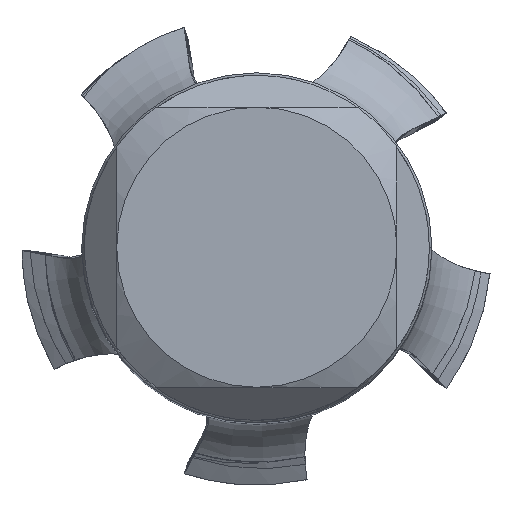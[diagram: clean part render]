
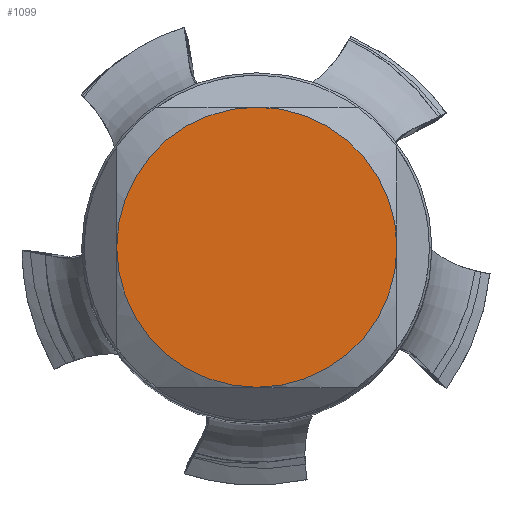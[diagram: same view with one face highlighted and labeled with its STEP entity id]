
A CAD part, top view. The second image highlights one B-rep face of the part: STEP entity #1099.
In plain terms, the highlighted planar face has unit normal (0, 0, 1).
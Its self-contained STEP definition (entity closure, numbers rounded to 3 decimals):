
#1099=ADVANCED_FACE('',(#1617),#1520,.F.);
#1520=PLANE('',#8393);
#1617=FACE_OUTER_BOUND('',#2074,.T.);
#2074=EDGE_LOOP('',(#2939,#2940,#2941,#2942));
#2939=ORIENTED_EDGE('',*,*,#6453,.T.);
#2940=ORIENTED_EDGE('',*,*,#6454,.T.);
#2941=ORIENTED_EDGE('',*,*,#6455,.T.);
#2942=ORIENTED_EDGE('',*,*,#6451,.T.);
#5481=VERTEX_POINT('',#10538);
#5486=VERTEX_POINT('',#10568);
#5492=VERTEX_POINT('',#10603);
#5497=VERTEX_POINT('',#10631);
#6451=EDGE_CURVE('',#5481,#5497,#7693,.T.);
#6453=EDGE_CURVE('',#5497,#5492,#7695,.T.);
#6454=EDGE_CURVE('',#5492,#5486,#7696,.T.);
#6455=EDGE_CURVE('',#5486,#5481,#7697,.T.);
#7693=CIRCLE('',#8387,8.);
#7695=CIRCLE('',#8390,8.);
#7696=CIRCLE('',#8391,8.);
#7697=CIRCLE('',#8392,8.);
#8387=AXIS2_PLACEMENT_3D('',#10679,#8649,#8650);
#8390=AXIS2_PLACEMENT_3D('',#10682,#8655,#8656);
#8391=AXIS2_PLACEMENT_3D('',#10683,#8657,#8658);
#8392=AXIS2_PLACEMENT_3D('',#10684,#8659,#8660);
#8393=AXIS2_PLACEMENT_3D('',#10685,#8661,#8662);
#8649=DIRECTION('',(0.,0.,1.));
#8650=DIRECTION('',(1.,0.,0.));
#8655=DIRECTION('',(0.,0.,1.));
#8656=DIRECTION('',(1.,0.,0.));
#8657=DIRECTION('',(0.,0.,1.));
#8658=DIRECTION('',(1.,0.,0.));
#8659=DIRECTION('',(0.,0.,1.));
#8660=DIRECTION('',(1.,0.,0.));
#8661=DIRECTION('',(0.,0.,-1.));
#8662=DIRECTION('',(-1.,0.,0.));
#10538=CARTESIAN_POINT('',(8.,0.,0.));
#10568=CARTESIAN_POINT('',(0.,-8.,0.));
#10603=CARTESIAN_POINT('',(-8.,0.,0.));
#10631=CARTESIAN_POINT('',(0.,8.,0.));
#10679=CARTESIAN_POINT('',(0.,0.,0.));
#10682=CARTESIAN_POINT('',(0.,0.,0.));
#10683=CARTESIAN_POINT('',(0.,0.,0.));
#10684=CARTESIAN_POINT('',(0.,0.,0.));
#10685=CARTESIAN_POINT('',(0.,8.,0.));
